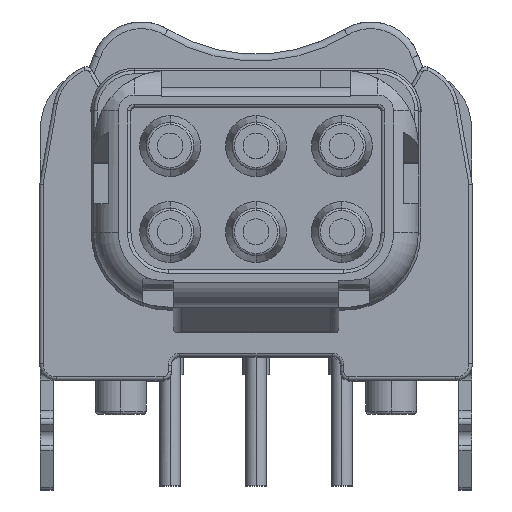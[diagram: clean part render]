
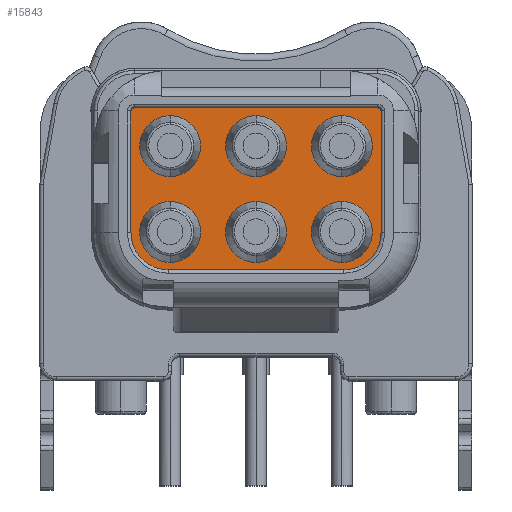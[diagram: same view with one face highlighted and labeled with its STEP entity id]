
A CAD part, top view. The second image highlights one B-rep face of the part: STEP entity #15843.
In plain terms, the highlighted planar face has unit normal (0, 0, 1).
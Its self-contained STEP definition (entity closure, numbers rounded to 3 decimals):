
#508=CARTESIAN_POINT('',(-3.6,2.3,-5.943));
#509=DIRECTION('',(0.,0.,1.));
#510=DIRECTION('',(0.,1.,0.));
#511=AXIS2_PLACEMENT_3D('',#508,#509,#510);
#516=DIRECTION('',(-1.,0.,0.));
#517=VECTOR('',#516,7.2);
#518=CARTESIAN_POINT('',(3.6,2.4,-5.943));
#519=LINE('',#518,#517);
#523=CARTESIAN_POINT('',(3.6,2.3,-5.943));
#524=DIRECTION('',(0.,0.,1.));
#525=DIRECTION('',(1.,0.,0.));
#526=AXIS2_PLACEMENT_3D('',#523,#524,#525);
#531=DIRECTION('',(0.,1.,0.));
#532=VECTOR('',#531,3.6);
#533=CARTESIAN_POINT('',(3.7,-1.3,-5.943));
#534=LINE('',#533,#532);
#538=CARTESIAN_POINT('',(2.6,-1.3,-5.943));
#539=DIRECTION('',(0.,0.,1.));
#540=DIRECTION('',(0.,-1.,0.));
#541=AXIS2_PLACEMENT_3D('',#538,#539,#540);
#546=DIRECTION('',(1.,0.,0.));
#547=VECTOR('',#546,5.2);
#548=CARTESIAN_POINT('',(-2.6,-2.4,-5.943));
#549=LINE('',#548,#547);
#553=CARTESIAN_POINT('',(-2.6,-1.3,-5.943));
#554=DIRECTION('',(0.,0.,1.));
#555=DIRECTION('',(-1.,0.,0.));
#556=AXIS2_PLACEMENT_3D('',#553,#554,#555);
#561=DIRECTION('',(0.,-1.,0.));
#562=VECTOR('',#561,3.6);
#563=CARTESIAN_POINT('',(-3.7,2.3,-5.943));
#564=LINE('',#563,#562);
#568=CARTESIAN_POINT('',(2.54,1.27,-5.943));
#569=DIRECTION('',(0.,0.,-1.));
#570=DIRECTION('',(0.,1.,0.));
#571=AXIS2_PLACEMENT_3D('',#568,#569,#570);
#576=CARTESIAN_POINT('',(2.54,1.27,-5.943));
#577=DIRECTION('',(0.,0.,-1.));
#578=DIRECTION('',(0.,-1.,0.));
#579=AXIS2_PLACEMENT_3D('',#576,#577,#578);
#584=CARTESIAN_POINT('',(0.,1.27,-5.943));
#585=DIRECTION('',(0.,0.,-1.));
#586=DIRECTION('',(0.,1.,0.));
#587=AXIS2_PLACEMENT_3D('',#584,#585,#586);
#592=CARTESIAN_POINT('',(0.,1.27,-5.943));
#593=DIRECTION('',(0.,0.,-1.));
#594=DIRECTION('',(0.,-1.,0.));
#595=AXIS2_PLACEMENT_3D('',#592,#593,#594);
#600=CARTESIAN_POINT('',(-2.54,1.27,-5.943));
#601=DIRECTION('',(0.,0.,-1.));
#602=DIRECTION('',(0.,1.,0.));
#603=AXIS2_PLACEMENT_3D('',#600,#601,#602);
#608=CARTESIAN_POINT('',(-2.54,1.27,-5.943));
#609=DIRECTION('',(0.,0.,-1.));
#610=DIRECTION('',(0.,-1.,0.));
#611=AXIS2_PLACEMENT_3D('',#608,#609,#610);
#616=CARTESIAN_POINT('',(2.54,-1.27,-5.943));
#617=DIRECTION('',(0.,0.,-1.));
#618=DIRECTION('',(0.,1.,0.));
#619=AXIS2_PLACEMENT_3D('',#616,#617,#618);
#624=CARTESIAN_POINT('',(2.54,-1.27,-5.943));
#625=DIRECTION('',(0.,0.,-1.));
#626=DIRECTION('',(0.,-1.,0.));
#627=AXIS2_PLACEMENT_3D('',#624,#625,#626);
#632=CARTESIAN_POINT('',(0.,-1.27,-5.943));
#633=DIRECTION('',(0.,0.,-1.));
#634=DIRECTION('',(0.,1.,0.));
#635=AXIS2_PLACEMENT_3D('',#632,#633,#634);
#640=CARTESIAN_POINT('',(0.,-1.27,-5.943));
#641=DIRECTION('',(0.,0.,-1.));
#642=DIRECTION('',(0.,-1.,0.));
#643=AXIS2_PLACEMENT_3D('',#640,#641,#642);
#648=CARTESIAN_POINT('',(-2.54,-1.27,-5.943));
#649=DIRECTION('',(0.,0.,-1.));
#650=DIRECTION('',(0.,1.,0.));
#651=AXIS2_PLACEMENT_3D('',#648,#649,#650);
#656=CARTESIAN_POINT('',(-2.54,-1.27,-5.943));
#657=DIRECTION('',(0.,0.,-1.));
#658=DIRECTION('',(0.,-1.,0.));
#659=AXIS2_PLACEMENT_3D('',#656,#657,#658);
#13857=CARTESIAN_POINT('',(2.54,2.17,-5.943));
#13859=VERTEX_POINT('',#13857);
#13861=CARTESIAN_POINT('',(2.54,0.37,-5.943));
#13863=VERTEX_POINT('',#13861);
#13865=CARTESIAN_POINT('',(0.,2.17,-5.943));
#13867=VERTEX_POINT('',#13865);
#13869=CARTESIAN_POINT('',(0.,0.37,-5.943));
#13871=VERTEX_POINT('',#13869);
#13873=CARTESIAN_POINT('',(-2.54,2.17,-5.943));
#13875=VERTEX_POINT('',#13873);
#13877=CARTESIAN_POINT('',(-2.54,0.37,-5.943));
#13879=VERTEX_POINT('',#13877);
#13881=CARTESIAN_POINT('',(-3.6,2.4,-5.943));
#13882=CARTESIAN_POINT('',(-3.7,2.3,-5.943));
#13883=VERTEX_POINT('',#13881);
#13884=VERTEX_POINT('',#13882);
#13885=CARTESIAN_POINT('',(-3.7,-1.3,-5.943));
#13886=VERTEX_POINT('',#13885);
#13887=CARTESIAN_POINT('',(-2.6,-2.4,-5.943));
#13888=VERTEX_POINT('',#13887);
#13889=CARTESIAN_POINT('',(2.6,-2.4,-5.943));
#13890=VERTEX_POINT('',#13889);
#13891=CARTESIAN_POINT('',(3.7,-1.3,-5.943));
#13892=VERTEX_POINT('',#13891);
#13893=CARTESIAN_POINT('',(3.7,2.3,-5.943));
#13894=VERTEX_POINT('',#13893);
#13895=CARTESIAN_POINT('',(3.6,2.4,-5.943));
#13896=VERTEX_POINT('',#13895);
#15334=CARTESIAN_POINT('',(2.54,-0.37,-5.943));
#15335=CARTESIAN_POINT('',(2.54,-2.17,-5.943));
#15336=VERTEX_POINT('',#15334);
#15337=VERTEX_POINT('',#15335);
#15346=CARTESIAN_POINT('',(0.,-0.37,-5.943));
#15347=CARTESIAN_POINT('',(0.,-2.17,-5.943));
#15348=VERTEX_POINT('',#15346);
#15349=VERTEX_POINT('',#15347);
#15358=CARTESIAN_POINT('',(-2.54,-0.37,-5.943));
#15359=CARTESIAN_POINT('',(-2.54,-2.17,-5.943));
#15360=VERTEX_POINT('',#15358);
#15361=VERTEX_POINT('',#15359);
#15792=CARTESIAN_POINT('',(0.,0.,-5.943));
#15793=DIRECTION('',(0.,0.,1.));
#15794=DIRECTION('',(1.,0.,0.));
#15795=AXIS2_PLACEMENT_3D('',#15792,#15793,#15794);
#15796=PLANE('',#15795);
#15797=ORIENTED_EDGE('',*,*,#15786,.F.);
#15798=ORIENTED_EDGE('',*,*,#15688,.F.);
#15799=ORIENTED_EDGE('',*,*,#15703,.F.);
#15800=ORIENTED_EDGE('',*,*,#15717,.F.);
#15801=ORIENTED_EDGE('',*,*,#15731,.F.);
#15802=ORIENTED_EDGE('',*,*,#15745,.F.);
#15803=ORIENTED_EDGE('',*,*,#15759,.F.);
#15804=ORIENTED_EDGE('',*,*,#15773,.F.);
#15805=EDGE_LOOP('',(#15797,#15798,#15799,#15800,#15801,#15802,#15803,#15804));
#15806=FACE_OUTER_BOUND('',#15805,.F.);
#15808=ORIENTED_EDGE('',*,*,#15807,.F.);
#15810=ORIENTED_EDGE('',*,*,#15809,.F.);
#15811=EDGE_LOOP('',(#15808,#15810));
#15812=FACE_BOUND('',#15811,.F.);
#15814=ORIENTED_EDGE('',*,*,#15813,.F.);
#15816=ORIENTED_EDGE('',*,*,#15815,.F.);
#15817=EDGE_LOOP('',(#15814,#15816));
#15818=FACE_BOUND('',#15817,.F.);
#15820=ORIENTED_EDGE('',*,*,#15819,.F.);
#15822=ORIENTED_EDGE('',*,*,#15821,.F.);
#15823=EDGE_LOOP('',(#15820,#15822));
#15824=FACE_BOUND('',#15823,.F.);
#15826=ORIENTED_EDGE('',*,*,#15825,.F.);
#15828=ORIENTED_EDGE('',*,*,#15827,.F.);
#15829=EDGE_LOOP('',(#15826,#15828));
#15830=FACE_BOUND('',#15829,.F.);
#15832=ORIENTED_EDGE('',*,*,#15831,.F.);
#15834=ORIENTED_EDGE('',*,*,#15833,.F.);
#15835=EDGE_LOOP('',(#15832,#15834));
#15836=FACE_BOUND('',#15835,.F.);
#15838=ORIENTED_EDGE('',*,*,#15837,.F.);
#15840=ORIENTED_EDGE('',*,*,#15839,.F.);
#15841=EDGE_LOOP('',(#15838,#15840));
#15842=FACE_BOUND('',#15841,.F.);
#512=CIRCLE('',#511,0.1);
#527=CIRCLE('',#526,0.1);
#542=CIRCLE('',#541,1.1);
#557=CIRCLE('',#556,1.1);
#572=CIRCLE('',#571,0.9);
#580=CIRCLE('',#579,0.9);
#588=CIRCLE('',#587,0.9);
#596=CIRCLE('',#595,0.9);
#604=CIRCLE('',#603,0.9);
#612=CIRCLE('',#611,0.9);
#620=CIRCLE('',#619,0.9);
#628=CIRCLE('',#627,0.9);
#636=CIRCLE('',#635,0.9);
#644=CIRCLE('',#643,0.9);
#652=CIRCLE('',#651,0.9);
#660=CIRCLE('',#659,0.9);
#15688=EDGE_CURVE('',#13896,#13883,#519,.T.);
#15703=EDGE_CURVE('',#13894,#13896,#527,.T.);
#15717=EDGE_CURVE('',#13892,#13894,#534,.T.);
#15731=EDGE_CURVE('',#13890,#13892,#542,.T.);
#15745=EDGE_CURVE('',#13888,#13890,#549,.T.);
#15759=EDGE_CURVE('',#13886,#13888,#557,.T.);
#15773=EDGE_CURVE('',#13884,#13886,#564,.T.);
#15786=EDGE_CURVE('',#13883,#13884,#512,.T.);
#15807=EDGE_CURVE('',#13859,#13863,#572,.T.);
#15809=EDGE_CURVE('',#13863,#13859,#580,.T.);
#15813=EDGE_CURVE('',#13867,#13871,#588,.T.);
#15815=EDGE_CURVE('',#13871,#13867,#596,.T.);
#15819=EDGE_CURVE('',#13875,#13879,#604,.T.);
#15821=EDGE_CURVE('',#13879,#13875,#612,.T.);
#15825=EDGE_CURVE('',#15336,#15337,#620,.T.);
#15827=EDGE_CURVE('',#15337,#15336,#628,.T.);
#15831=EDGE_CURVE('',#15348,#15349,#636,.T.);
#15833=EDGE_CURVE('',#15349,#15348,#644,.T.);
#15837=EDGE_CURVE('',#15360,#15361,#652,.T.);
#15839=EDGE_CURVE('',#15361,#15360,#660,.T.);
#15843=ADVANCED_FACE('',(#15806,#15812,#15818,#15824,#15830,#15836,#15842),
#15796,.T.);
